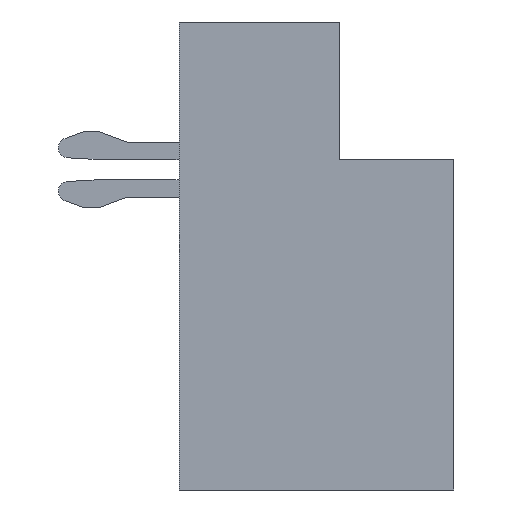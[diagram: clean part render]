
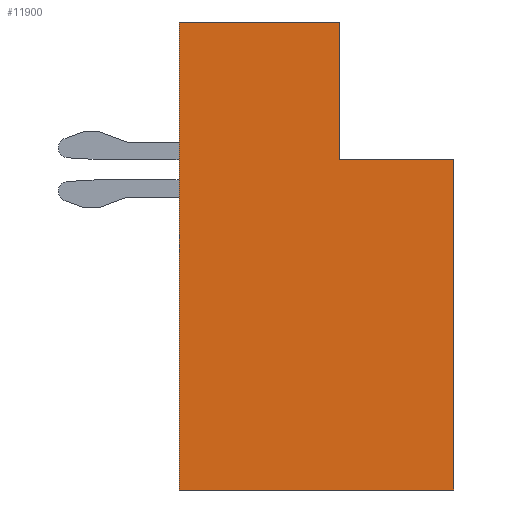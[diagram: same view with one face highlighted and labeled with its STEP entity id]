
A CAD part, left-side view. The second image highlights one B-rep face of the part: STEP entity #11900.
In plain terms, the highlighted planar face has unit normal (-1, 0, 0).
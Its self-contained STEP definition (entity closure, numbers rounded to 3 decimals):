
#269=DIRECTION('',(0.,0.,-1.));
#270=VECTOR('',#269,6.6);
#271=CARTESIAN_POINT('',(-8.,-3.48,6.6));
#272=LINE('12725',#271,#270);
#273=DIRECTION('',(0.,1.,0.));
#274=VECTOR('',#273,5.48);
#275=CARTESIAN_POINT('',(-8.,-3.48,0.));
#276=LINE('12488',#275,#274);
#277=DIRECTION('',(0.,0.,1.));
#278=VECTOR('',#277,9.35);
#279=CARTESIAN_POINT('',(-8.,2.,0.));
#280=LINE('12755',#279,#278);
#281=DIRECTION('',(0.,-1.,0.));
#282=VECTOR('',#281,2.28);
#283=CARTESIAN_POINT('',(-8.,-1.2,6.6));
#284=LINE('12690',#283,#282);
#1403=DIRECTION('',(0.,0.,1.));
#1404=VECTOR('',#1403,2.75);
#1405=CARTESIAN_POINT('',(-8.,-1.2,6.6));
#1406=LINE('12779',#1405,#1404);
#2185=DIRECTION('',(0.,1.,0.));
#2186=VECTOR('',#2185,3.2);
#2187=CARTESIAN_POINT('',(-8.,-1.2,9.35));
#2188=LINE('12778',#2187,#2186);
#9956=CARTESIAN_POINT('',(-8.,2.,0.));
#9957=VERTEX_POINT('',#9956);
#9958=CARTESIAN_POINT('',(-8.,-3.48,0.));
#9959=VERTEX_POINT('',#9958);
#10292=CARTESIAN_POINT('',(-8.,-3.48,6.6));
#10293=VERTEX_POINT('',#10292);
#10294=CARTESIAN_POINT('',(-8.,-1.2,6.6));
#10295=VERTEX_POINT('',#10294);
#10356=CARTESIAN_POINT('',(-8.,2.,9.35));
#10357=VERTEX_POINT('',#10356);
#10396=CARTESIAN_POINT('',(-8.,-1.2,9.35));
#10397=VERTEX_POINT('',#10396);
#11883=CARTESIAN_POINT('',(-8.,-0.74,4.675));
#11884=DIRECTION('',(1.,0.,0.));
#11885=DIRECTION('',(0.,-1.,0.));
#11886=AXIS2_PLACEMENT_3D('',#11883,#11884,#11885);
#11887=PLANE('10262',#11886);
#11888=ORIENTED_EDGE('12725',*,*,#11751,.T.);
#11890=ORIENTED_EDGE('12488',*,*,#11889,.T.);
#11892=ORIENTED_EDGE('12755',*,*,#11891,.T.);
#11894=ORIENTED_EDGE('12778',*,*,#11893,.F.);
#11896=ORIENTED_EDGE('12779',*,*,#11895,.F.);
#11897=ORIENTED_EDGE('12690',*,*,#11797,.T.);
#11898=EDGE_LOOP('10262',(#11888,#11890,#11892,#11894,#11896,#11897));
#11899=FACE_OUTER_BOUND('10262',#11898,.F.);
#11900=ADVANCED_FACE('10262',(#11899),#11887,.F.);
#11751=EDGE_CURVE('12725',#10293,#9959,#272,.T.);
#11797=EDGE_CURVE('12690',#10295,#10293,#284,.T.);
#11889=EDGE_CURVE('12488',#9959,#9957,#276,.T.);
#11891=EDGE_CURVE('12755',#9957,#10357,#280,.T.);
#11893=EDGE_CURVE('12778',#10397,#10357,#2188,.T.);
#11895=EDGE_CURVE('12779',#10295,#10397,#1406,.T.);
